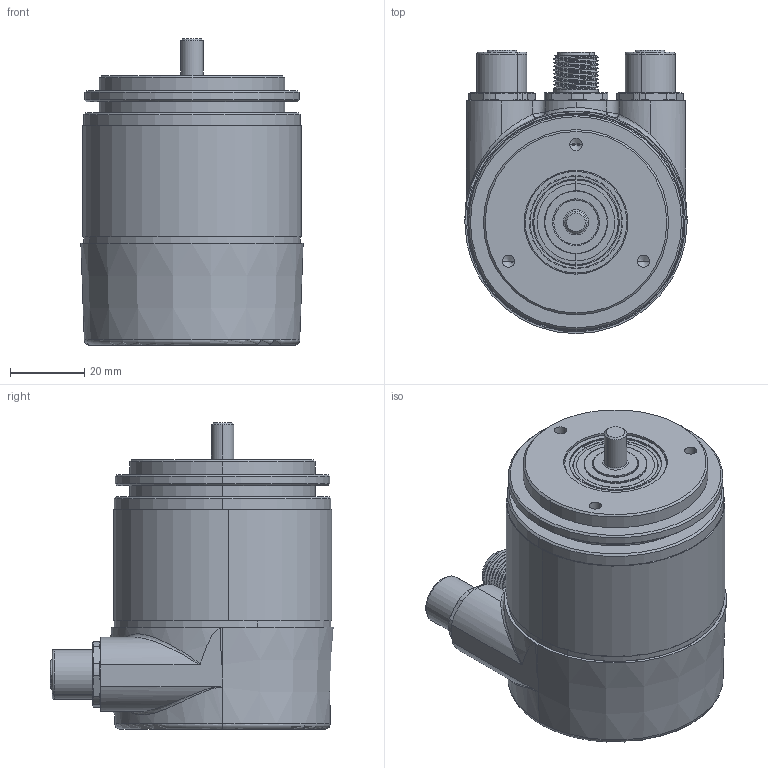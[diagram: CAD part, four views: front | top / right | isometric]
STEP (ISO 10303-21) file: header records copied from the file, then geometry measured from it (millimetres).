
FILE_DESCRIPTION (( 'STEP AP214' ), '1' );
FILE_NAME ('OCD-EEA1B-0013-S060-PRM.STEP', '2020-07-30T09:21:10', ( '' ), ( '' ), 'SwSTEP 2.0', 'SolidWorks 2019', '' );
FILE_SCHEMA (( 'AUTOMOTIVE_DESIGN' ));
Length unit declared in the file: millimetre
Products named in the file (1): OCD-EEA1B-0013-S060-PRM
Bounding box: 60 x 76.5 x 82.75 mm (x, y, z)
Volume: 61010.9 mm3; surface area: 61856.1 mm2
Topology: 38 solids, 38 shells, 1569 faces, 3964 edges, 2514 vertices
Faces by surface type: cylinder 733, plane 312, cone 307, bspline 136, torus 77, sphere 4
Entity records: 74940 total; most frequent: CARTESIAN_POINT 20833, ORIENTED_EDGE 7812, DIRECTION 7636, EDGE_CURVE 3906, AXIS2_PLACEMENT_3D 3187, VERTEX_POINT 2506, CIRCLE 1753, EDGE_LOOP 1718
